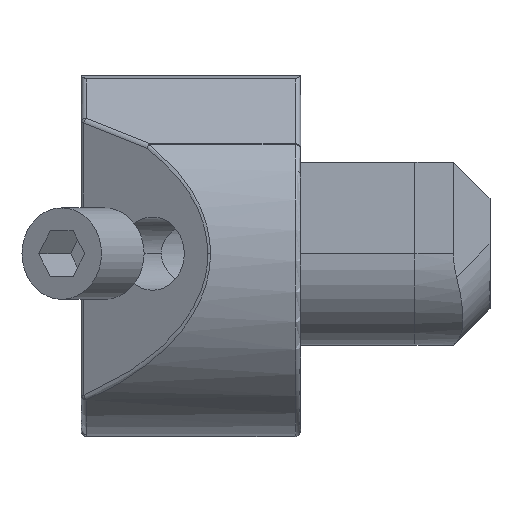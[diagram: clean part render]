
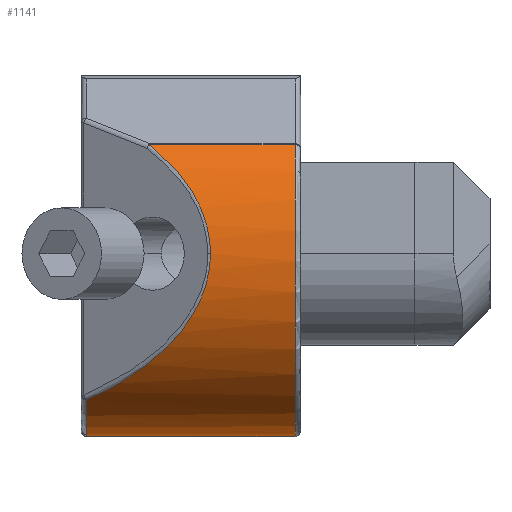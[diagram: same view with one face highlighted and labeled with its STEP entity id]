
A CAD part, left-side view. The second image highlights one B-rep face of the part: STEP entity #1141.
In plain terms, the highlighted cylindrical face has radius 10 mm (diameter 20 mm), a partial arc.
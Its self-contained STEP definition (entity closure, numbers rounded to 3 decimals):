
#2 = CARTESIAN_POINT ( 'NONE',  ( 0., 12., 0. ) ) ;
#14 = CYLINDRICAL_SURFACE ( 'NONE', #390, 10. ) ;
#22 = VERTEX_POINT ( 'NONE', #441 ) ;
#132 = EDGE_LOOP ( 'NONE', ( #1530, #1994, #1119, #662, #2323, #147 ) ) ;
#147 = ORIENTED_EDGE ( 'NONE', *, *, #2176, .T. ) ;
#201 = DIRECTION ( 'NONE',  ( 0., 0., -1. ) ) ;
#235 = EDGE_CURVE ( 'NONE', #377, #852, #436, .T. ) ;
#267 = VERTEX_POINT ( 'NONE', #1463 ) ;
#337 = DIRECTION ( 'NONE',  ( 0., 1., 0. ) ) ;
#377 = VERTEX_POINT ( 'NONE', #2073 ) ;
#390 = AXIS2_PLACEMENT_3D ( 'NONE', #2, #2210, #201 ) ;
#412 =( BOUNDED_CURVE ( )  B_SPLINE_CURVE ( 3, ( #1645, #734, #603, #1746 ),
 .UNSPECIFIED., .F., .T. ) 
 B_SPLINE_CURVE_WITH_KNOTS ( ( 4, 4 ),
 ( 0., 0.927 ),
 .UNSPECIFIED. ) 
 CURVE ( )  GEOMETRIC_REPRESENTATION_ITEM ( )  RATIONAL_B_SPLINE_CURVE ( ( 1., 0.93, 0.93, 1. ) ) 
 REPRESENTATION_ITEM ( '' )  );
#436 = CIRCLE ( 'NONE', #1749, 10. ) ;
#441 = CARTESIAN_POINT ( 'NONE',  ( 0., 0.3, -10. ) ) ;
#485 = VECTOR ( 'NONE', #1327, 1000. ) ;
#560 = DIRECTION ( 'NONE',  ( 0., -1., 0. ) ) ;
#603 = CARTESIAN_POINT ( 'NONE',  ( -8.568, 7.351, -6.071 ) ) ;
#627 = CARTESIAN_POINT ( 'NONE',  ( -8.038, 8.251, 5.949 ) ) ;
#662 = ORIENTED_EDGE ( 'NONE', *, *, #2322, .T. ) ;
#704 =( BOUNDED_CURVE ( )  B_SPLINE_CURVE ( 3, ( #627, #815, #1723, #1005 ),
 .UNSPECIFIED., .F., .T. ) 
 B_SPLINE_CURVE_WITH_KNOTS ( ( 4, 4 ),
 ( 5.646, 6.283 ),
 .UNSPECIFIED. ) 
 CURVE ( )  GEOMETRIC_REPRESENTATION_ITEM ( )  RATIONAL_B_SPLINE_CURVE ( ( 1., 0.966, 0.966, 1. ) ) 
 REPRESENTATION_ITEM ( '' )  );
#734 = CARTESIAN_POINT ( 'NONE',  ( -10., 4.92, -3.204 ) ) ;
#763 = LINE ( 'NONE', #1497, #485 ) ;
#804 = VERTEX_POINT ( 'NONE', #2007 ) ;
#815 = CARTESIAN_POINT ( 'NONE',  ( -9.323, 6.069, 4.213 ) ) ;
#827 = EDGE_CURVE ( 'NONE', #22, #267, #1821, .T. ) ;
#837 = LINE ( 'NONE', #1568, #2327 ) ;
#852 = VERTEX_POINT ( 'NONE', #968 ) ;
#959 = DIRECTION ( 'NONE',  ( 0., 0., 1. ) ) ;
#968 = CARTESIAN_POINT ( 'NONE',  ( 0., 11.7, -10. ) ) ;
#1005 = CARTESIAN_POINT ( 'NONE',  ( -10., 4.92, 0. ) ) ;
#1039 = EDGE_CURVE ( 'NONE', #804, #1321, #704, .T. ) ;
#1119 = ORIENTED_EDGE ( 'NONE', *, *, #827, .T. ) ;
#1141 = ADVANCED_FACE ( 'NONE', ( #1473 ), #14, .T. ) ;
#1277 = CARTESIAN_POINT ( 'NONE',  ( -10., 4.92, 0. ) ) ;
#1321 = VERTEX_POINT ( 'NONE', #1277 ) ;
#1327 = DIRECTION ( 'NONE',  ( 0., -1., 0. ) ) ;
#1449 = DIRECTION ( 'NONE',  ( 0., 0., 1. ) ) ;
#1463 = CARTESIAN_POINT ( 'NONE',  ( -8.038, 0.3, 5.949 ) ) ;
#1473 = FACE_OUTER_BOUND ( 'NONE', #132, .T. ) ;
#1497 = CARTESIAN_POINT ( 'NONE',  ( 0., 12., -10. ) ) ;
#1529 = EDGE_CURVE ( 'NONE', #852, #22, #763, .T. ) ;
#1530 = ORIENTED_EDGE ( 'NONE', *, *, #235, .T. ) ;
#1568 = CARTESIAN_POINT ( 'NONE',  ( -8.038, 12., 5.949 ) ) ;
#1645 = CARTESIAN_POINT ( 'NONE',  ( -10., 4.92, 0. ) ) ;
#1665 = CARTESIAN_POINT ( 'NONE',  ( 0., 11.7, 0. ) ) ;
#1704 = AXIS2_PLACEMENT_3D ( 'NONE', #1969, #337, #1449 ) ;
#1723 = CARTESIAN_POINT ( 'NONE',  ( -10., 4.92, 2.161 ) ) ;
#1746 = CARTESIAN_POINT ( 'NONE',  ( -6.006, 11.7, -7.995 ) ) ;
#1749 = AXIS2_PLACEMENT_3D ( 'NONE', #1665, #560, #959 ) ;
#1821 = CIRCLE ( 'NONE', #1704, 10. ) ;
#1969 = CARTESIAN_POINT ( 'NONE',  ( 0., 0.3, 0. ) ) ;
#1994 = ORIENTED_EDGE ( 'NONE', *, *, #1529, .T. ) ;
#2007 = CARTESIAN_POINT ( 'NONE',  ( -8.038, 8.251, 5.949 ) ) ;
#2073 = CARTESIAN_POINT ( 'NONE',  ( -6.006, 11.7, -7.995 ) ) ;
#2176 = EDGE_CURVE ( 'NONE', #1321, #377, #412, .T. ) ;
#2210 = DIRECTION ( 'NONE',  ( 0., -1., 0. ) ) ;
#2297 = DIRECTION ( 'NONE',  ( 0., 1., 0. ) ) ;
#2322 = EDGE_CURVE ( 'NONE', #267, #804, #837, .T. ) ;
#2323 = ORIENTED_EDGE ( 'NONE', *, *, #1039, .T. ) ;
#2327 = VECTOR ( 'NONE', #2297, 1000. ) ;
